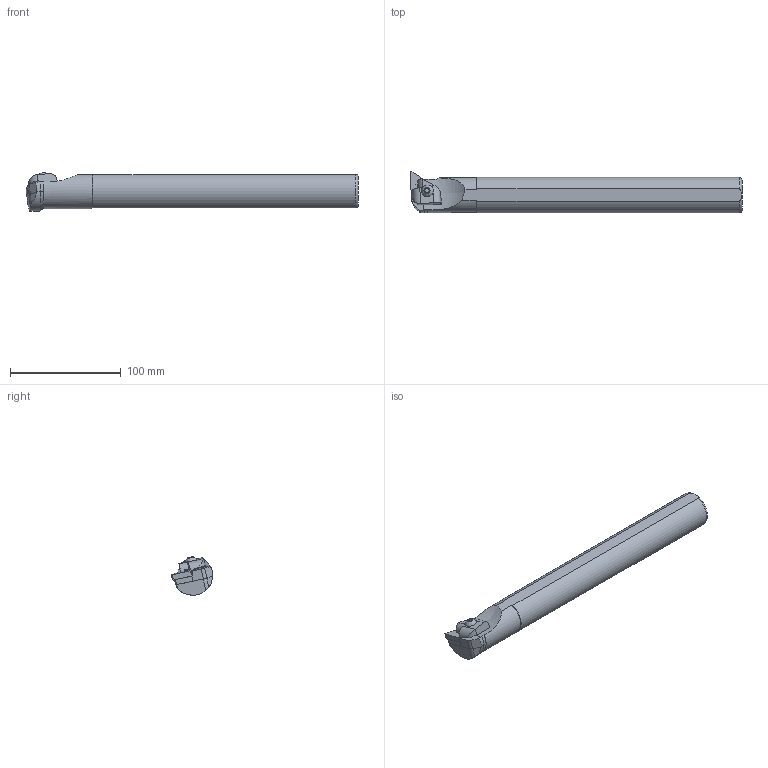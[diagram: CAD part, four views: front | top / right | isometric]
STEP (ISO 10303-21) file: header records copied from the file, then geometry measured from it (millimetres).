
FILE_DESCRIPTION(/* description */ (''),/* implementation_level */ '2;1');
FILE_NAME(/* name */ 'S32T-CKUNL-16.stp',/* time_stamp */ '2023-10-12T15:42:00+03:00',/* author */ (''),/* organization */ (''),/* preprocessor_version */ 'ST-DEVELOPER v19.4',/* originating_system */ 'SIEMENS PLM Software NX2306.3001',/* authorisation */ '');
FILE_SCHEMA (('AUTOMOTIVE_DESIGN { 1 0 10303 214 3 1 1 1 }'));
Length unit declared in the file: millimetre
Products named in the file (1): S32T-CKUNL-16
Bounding box: 299.96 x 37.61 x 34.7 mm (x, y, z)
Volume: 229205.1 mm3; surface area: 32971 mm2
Topology: 2 solids, 2 shells, 89 faces, 249 edges, 162 vertices
Faces by surface type: plane 53, cylinder 27, cone 6, bspline 2, torus 1
Full cylindrical faces by diameter (mm): 0.001 x1, 3.9 x1, 6.7 x1
Entity records: 3417 total; most frequent: CARTESIAN_POINT 1106, ORIENTED_EDGE 472, DIRECTION 437, EDGE_CURVE 236, VERTEX_POINT 156, AXIS2_PLACEMENT_3D 153, LINE 131, VECTOR 131
